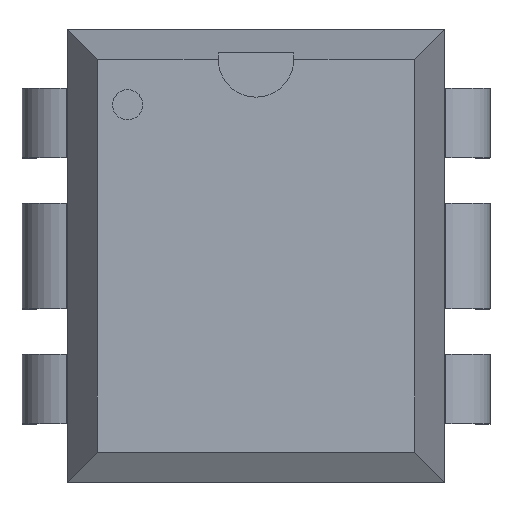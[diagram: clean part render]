
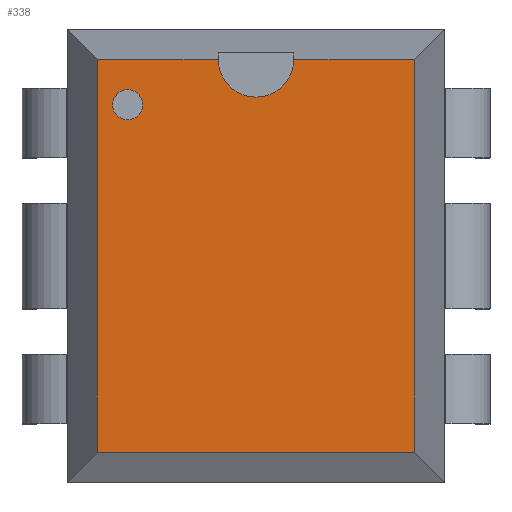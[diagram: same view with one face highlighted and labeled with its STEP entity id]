
A CAD part, top view. The second image highlights one B-rep face of the part: STEP entity #338.
In plain terms, the highlighted planar face has unit normal (0, 0, 1).
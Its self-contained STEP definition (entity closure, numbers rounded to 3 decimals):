
#72=CARTESIAN_POINT('',(-2.159,2.286,5.33));
#73=VERTEX_POINT('',#72);
#89=CARTESIAN_POINT('',(-2.159,2.794,5.33));
#90=VERTEX_POINT('',#89);
#97=CARTESIAN_POINT('',(-2.159,2.54,5.33));
#98=DIRECTION('',(0.0,0.0,-1.0));
#99=DIRECTION('',(0.0,-1.0,0.0));
#100=AXIS2_PLACEMENT_3D('',#97,#98,#99);
#101=CIRCLE('',#100,0.254);
#102=EDGE_CURVE('',#73,#90,#101,.T.);
#154=CARTESIAN_POINT('',(2.667,-3.302,5.33));
#155=VERTEX_POINT('',#154);
#162=CARTESIAN_POINT('',(-2.667,-3.302,5.33));
#163=VERTEX_POINT('',#162);
#164=CARTESIAN_POINT('',(2.667,-3.302,5.33));
#165=DIRECTION('',(-1.0,0.0,0.0));
#166=VECTOR('',#165,5.334);
#167=LINE('',#164,#166);
#168=EDGE_CURVE('',#155,#163,#167,.T.);
#269=CARTESIAN_POINT('',(-2.667,3.302,5.33));
#270=VERTEX_POINT('',#269);
#271=CARTESIAN_POINT('',(-2.667,-3.302,5.33));
#272=DIRECTION('',(0.0,1.0,0.0));
#273=VECTOR('',#272,6.604);
#274=LINE('',#271,#273);
#275=EDGE_CURVE('',#163,#270,#274,.T.);
#288=CARTESIAN_POINT('',(2.667,-6.35,5.33));
#289=DIRECTION('',(0.0,0.0,1.0));
#290=DIRECTION('',(0.0,-1.0,0.0));
#291=AXIS2_PLACEMENT_3D('',#288,#289,#290);
#292=PLANE('',#291);
#293=CARTESIAN_POINT('',(2.667,3.302,5.33));
#294=VERTEX_POINT('',#293);
#295=CARTESIAN_POINT('',(2.667,-3.302,5.33));
#296=DIRECTION('',(0.0,1.0,0.0));
#297=VECTOR('',#296,6.604);
#298=LINE('',#295,#297);
#299=EDGE_CURVE('',#155,#294,#298,.T.);
#300=ORIENTED_EDGE('',*,*,#299,.T.);
#301=CARTESIAN_POINT('',(0.635,3.302,5.33));
#302=VERTEX_POINT('',#301);
#303=CARTESIAN_POINT('',(0.635,3.302,5.33));
#304=DIRECTION('',(1.0,0.0,0.0));
#305=VECTOR('',#304,2.032);
#306=LINE('',#303,#305);
#307=EDGE_CURVE('',#302,#294,#306,.T.);
#308=ORIENTED_EDGE('',*,*,#307,.F.);
#309=CARTESIAN_POINT('',(-0.635,3.302,5.33));
#310=VERTEX_POINT('',#309);
#311=CARTESIAN_POINT('',(0.0,3.302,5.33));
#312=DIRECTION('',(0.0,0.0,-1.0));
#313=DIRECTION('',(0.0,-1.0,0.0));
#314=AXIS2_PLACEMENT_3D('',#311,#312,#313);
#315=CIRCLE('',#314,0.635);
#316=EDGE_CURVE('',#302,#310,#315,.T.);
#317=ORIENTED_EDGE('',*,*,#316,.T.);
#318=CARTESIAN_POINT('',(-2.667,3.302,5.33));
#319=DIRECTION('',(1.0,0.0,0.0));
#320=VECTOR('',#319,2.032);
#321=LINE('',#318,#320);
#322=EDGE_CURVE('',#270,#310,#321,.T.);
#323=ORIENTED_EDGE('',*,*,#322,.F.);
#324=ORIENTED_EDGE('',*,*,#275,.F.);
#325=ORIENTED_EDGE('',*,*,#168,.F.);
#326=EDGE_LOOP('',(#300,#308,#317,#323,#324,#325));
#327=FACE_OUTER_BOUND('',#326,.T.);
#328=ORIENTED_EDGE('',*,*,#102,.T.);
#329=CARTESIAN_POINT('',(-2.159,2.54,5.33));
#330=DIRECTION('',(0.0,0.0,-1.0));
#331=DIRECTION('',(0.0,-1.0,0.0));
#332=AXIS2_PLACEMENT_3D('',#329,#330,#331);
#333=CIRCLE('',#332,0.254);
#334=EDGE_CURVE('',#90,#73,#333,.T.);
#335=ORIENTED_EDGE('',*,*,#334,.T.);
#336=EDGE_LOOP('',(#328,#335));
#337=FACE_BOUND('',#336,.T.);
#338=ADVANCED_FACE('',(#327,#337),#292,.T.);
